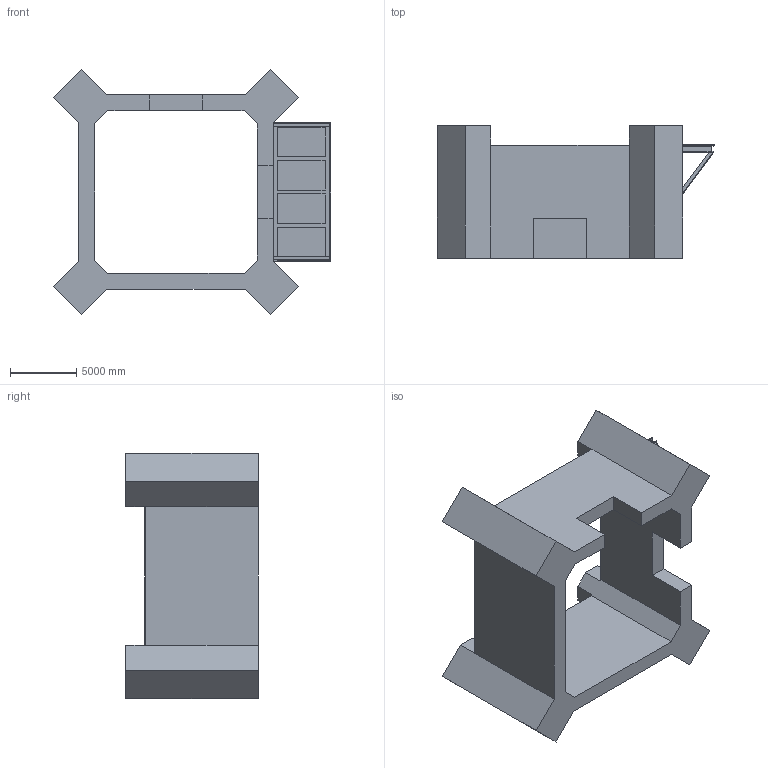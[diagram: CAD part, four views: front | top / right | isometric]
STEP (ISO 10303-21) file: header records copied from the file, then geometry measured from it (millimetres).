
FILE_DESCRIPTION (( 'STEP AP203' ), '1' );
FILE_NAME ('Tower Base.STEP', '2021-07-29T12:46:13', ( '' ), ( '' ), 'SwSTEP 2.0', 'SolidWorks 2020', '' );
FILE_SCHEMA (( 'CONFIG_CONTROL_DESIGN' ));
Length unit declared in the file: millimetre
Products named in the file (1): Tower Base
Bounding box: 20897.75 x 10000 x 18485.28 mm (x, y, z)
Volume: 801942171172.3 mm3; surface area: 1412309727.3 mm2
Topology: 1 solids, 1 shells, 155 faces, 435 edges, 282 vertices
Faces by surface type: plane 155
Entity records: 4962 total; most frequent: CARTESIAN_POINT 873, ORIENTED_EDGE 870, DIRECTION 747, VECTOR 435, EDGE_CURVE 435, LINE 435, VERTEX_POINT 282, EDGE_LOOP 169
